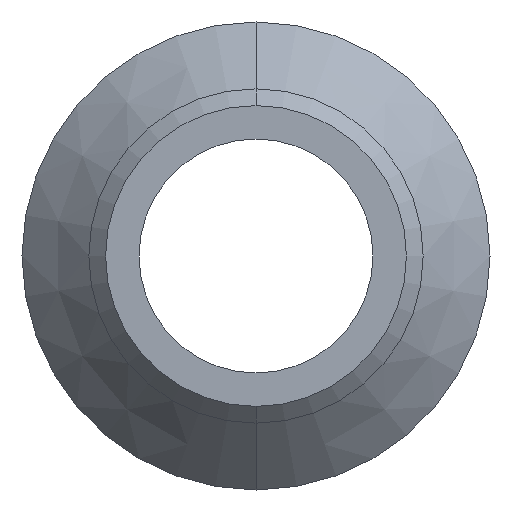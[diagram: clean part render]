
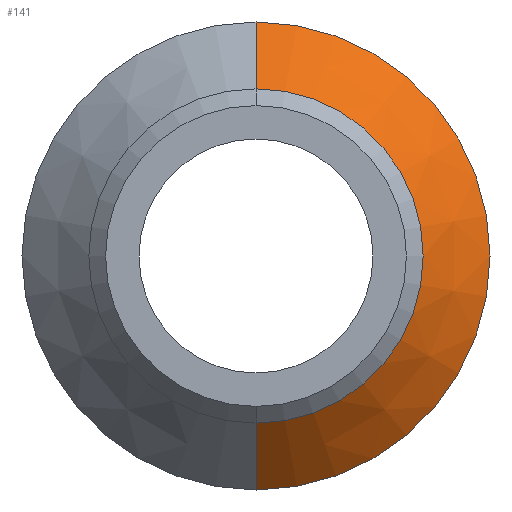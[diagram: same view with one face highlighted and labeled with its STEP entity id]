
A CAD part, front view. The second image highlights one B-rep face of the part: STEP entity #141.
In plain terms, the highlighted conical face has half-angle 45 degrees and reference radius 5 mm.
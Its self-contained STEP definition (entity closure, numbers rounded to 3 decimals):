
#40 = DIRECTION ( 'NONE',  ( 0., -1., 0. ) ) ;
#141 = ADVANCED_FACE ( 'NONE', ( #413 ), #412, .T. ) ;
#142 = ORIENTED_EDGE ( 'NONE', *, *, #143, .F. ) ;
#143 = EDGE_CURVE ( 'NONE', #160, #151, #407, .T. ) ;
#145 = ORIENTED_EDGE ( 'NONE', *, *, #155, .F. ) ;
#146 = ORIENTED_EDGE ( 'NONE', *, *, #147, .T. ) ;
#147 = EDGE_CURVE ( 'NONE', #156, #148, #381, .T. ) ;
#148 = VERTEX_POINT ( 'NONE', #348 ) ;
#149 = ORIENTED_EDGE ( 'NONE', *, *, #150, .T. ) ;
#150 = EDGE_CURVE ( 'NONE', #148, #151, #347, .T. ) ;
#151 = VERTEX_POINT ( 'NONE', #641 ) ;
#155 = EDGE_CURVE ( 'NONE', #156, #160, #559, .T. ) ;
#156 = VERTEX_POINT ( 'NONE', #574 ) ;
#160 = VERTEX_POINT ( 'NONE', #734 ) ;
#235 = EDGE_LOOP ( 'NONE', ( #145, #146, #149, #142 ) ) ;
#320 = DIRECTION ( 'NONE',  ( 0., 0., -1. ) ) ;
#345 = CARTESIAN_POINT ( 'NONE',  ( 0., 24., 0. ) ) ;
#346 = AXIS2_PLACEMENT_3D ( 'NONE', #345, #40, #320 ) ;
#347 = CIRCLE ( 'NONE', #346, 7. ) ;
#348 = CARTESIAN_POINT ( 'NONE',  ( 0., 24., -7. ) ) ;
#349 = DIRECTION ( 'NONE',  ( 0., 0.707, -0.707 ) ) ;
#350 = VECTOR ( 'NONE', #349, 1000. ) ;
#351 = CARTESIAN_POINT ( 'NONE',  ( 0., 22., -5. ) ) ;
#381 = LINE ( 'NONE', #351, #350 ) ;
#388 = DIRECTION ( 'NONE',  ( 0., 0.707, 0.707 ) ) ;
#389 = VECTOR ( 'NONE', #388, 1000. ) ;
#390 = CARTESIAN_POINT ( 'NONE',  ( 0., 22., 5. ) ) ;
#407 = LINE ( 'NONE', #390, #389 ) ;
#408 = DIRECTION ( 'NONE',  ( 0., 0., 1. ) ) ;
#409 = DIRECTION ( 'NONE',  ( 0., 1., 0. ) ) ;
#410 = AXIS2_PLACEMENT_3D ( 'NONE', #411, #409, #408 ) ;
#411 = CARTESIAN_POINT ( 'NONE',  ( 0., 22., 0. ) ) ;
#412 = CONICAL_SURFACE ( 'NONE', #410, 5., 0.785 ) ;
#413 = FACE_OUTER_BOUND ( 'NONE', #235, .T. ) ;
#558 = AXIS2_PLACEMENT_3D ( 'NONE', #577, #576, #575 ) ;
#559 = CIRCLE ( 'NONE', #558, 5. ) ;
#574 = CARTESIAN_POINT ( 'NONE',  ( 0., 22., -5. ) ) ;
#575 = DIRECTION ( 'NONE',  ( 0., 0., -1. ) ) ;
#576 = DIRECTION ( 'NONE',  ( 0., -1., 0. ) ) ;
#577 = CARTESIAN_POINT ( 'NONE',  ( 0., 22., 0. ) ) ;
#641 = CARTESIAN_POINT ( 'NONE',  ( 0., 24., 7. ) ) ;
#734 = CARTESIAN_POINT ( 'NONE',  ( 0., 22., 5. ) ) ;
